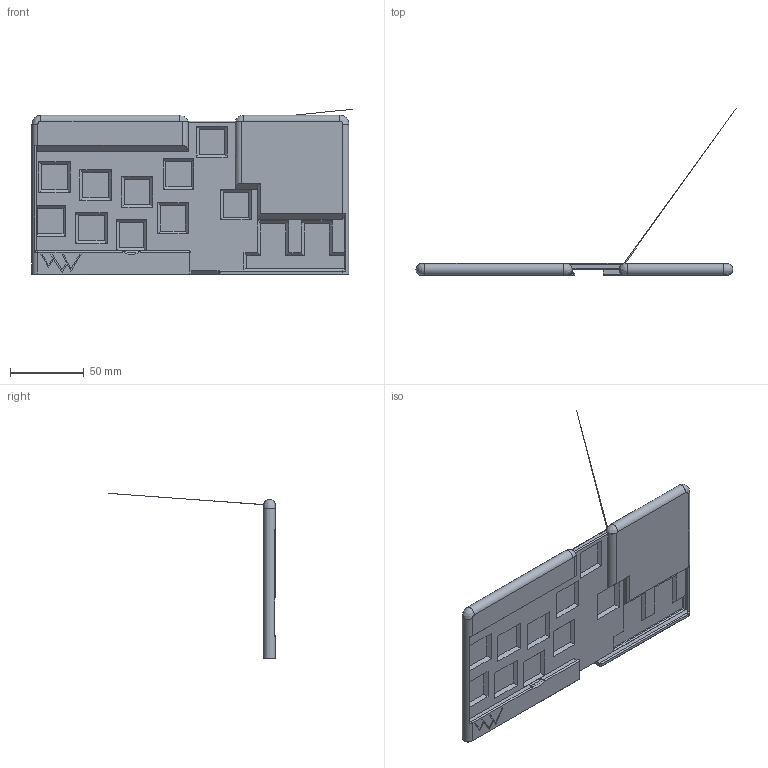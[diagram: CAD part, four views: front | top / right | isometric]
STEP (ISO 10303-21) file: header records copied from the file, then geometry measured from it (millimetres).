
FILE_DESCRIPTION(/* description */ (''),/* implementation_level */ '2;1');
FILE_NAME(/* name */ 'Hotfix-VerticalPrint v118.step',/* time_stamp */ '2023-12-15T00:59:14-08:00',/* author */ (''),/* organization */ (''),/* preprocessor_version */ 'ST-DEVELOPER v20',/* originating_system */ 'Autodesk Translation Framework v12.14.0.127',/* authorisation */ '');
FILE_SCHEMA (('AUTOMOTIVE_DESIGN { 1 0 10303 214 3 1 1 }'));
Products named in the file (1): Hotfix-VerticalPrint
Bounding box: 217.3 x 113.22 x 112.22 mm (x, y, z)
Volume: 116983.7 mm3; surface area: 52584 mm2
Topology: 1 solids, 1 shells, 674 faces, 1654 edges, 1004 vertices
Faces by surface type: bspline 400, plane 236, cylinder 24, cone 10, torus 3, sphere 1
Entity records: 36768 total; most frequent: CARTESIAN_POINT 23852, ORIENTED_EDGE 3296, EDGE_CURVE 1648, DIRECTION 1444, VERTEX_POINT 1004, B_SPLINE_CURVE_WITH_KNOTS 817, LINE 754, VECTOR 754
